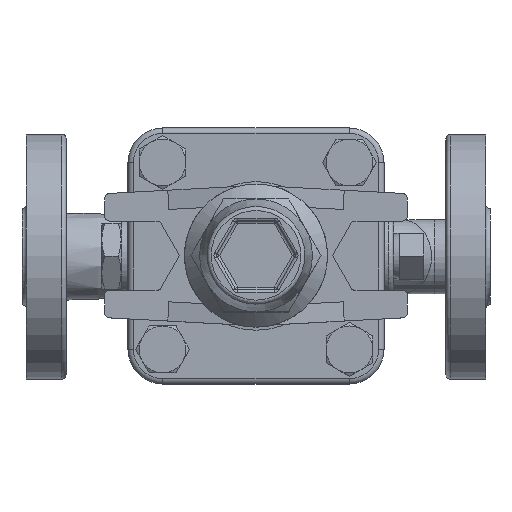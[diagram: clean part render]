
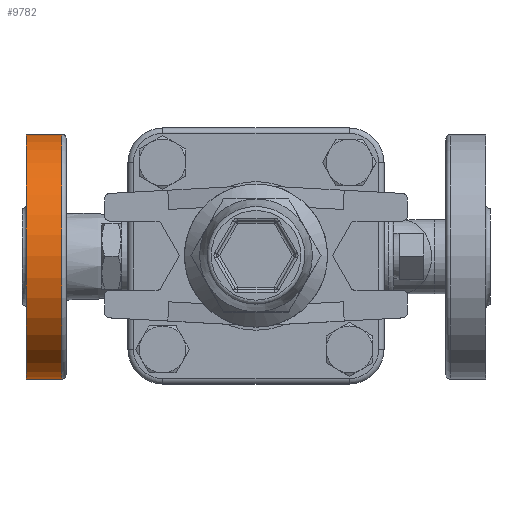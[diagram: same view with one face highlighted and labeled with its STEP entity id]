
A CAD part, top view. The second image highlights one B-rep face of the part: STEP entity #9782.
In plain terms, the highlighted cylindrical face has radius 44.5 mm (diameter 89 mm), a full revolution.
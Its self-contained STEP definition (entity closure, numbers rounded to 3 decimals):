
#434=FACE_BOUND('',#3595,.T.);
#910=CIRCLE('',#10771,44.5);
#915=CIRCLE('',#10777,44.5);
#2868=FACE_OUTER_BOUND('',#3594,.T.);
#3594=EDGE_LOOP('',(#8900));
#3595=EDGE_LOOP('',(#8901));
#4768=VERTEX_POINT('',#28873);
#4773=VERTEX_POINT('',#28884);
#6167=EDGE_CURVE('',#4768,#4768,#910,.T.);
#6172=EDGE_CURVE('',#4773,#4773,#915,.T.);
#8900=ORIENTED_EDGE('',*,*,#6167,.T.);
#8901=ORIENTED_EDGE('',*,*,#6172,.F.);
#9176=CYLINDRICAL_SURFACE('',#10784,44.5);
#9782=ADVANCED_FACE('',(#2868,#434),#9176,.T.);
#10771=AXIS2_PLACEMENT_3D('',#28874,#13240,#13241);
#10777=AXIS2_PLACEMENT_3D('',#28885,#13252,#13253);
#10784=AXIS2_PLACEMENT_3D('',#28897,#13266,#13267);
#13240=DIRECTION('center_axis',(1.,0.,0.));
#13241=DIRECTION('ref_axis',(0.,0.,1.));
#13252=DIRECTION('center_axis',(1.,0.,0.));
#13253=DIRECTION('ref_axis',(0.,0.,1.));
#13266=DIRECTION('center_axis',(-1.,0.,0.));
#13267=DIRECTION('ref_axis',(0.,0.,1.));
#28873=CARTESIAN_POINT('',(-83.4,0.,2.));
#28874=CARTESIAN_POINT('Origin',(-83.4,0.,46.5));
#28884=CARTESIAN_POINT('',(-70.6,0.,2.));
#28885=CARTESIAN_POINT('Origin',(-70.6,0.,46.5));
#28897=CARTESIAN_POINT('Origin',(-85.,0.,46.5));
